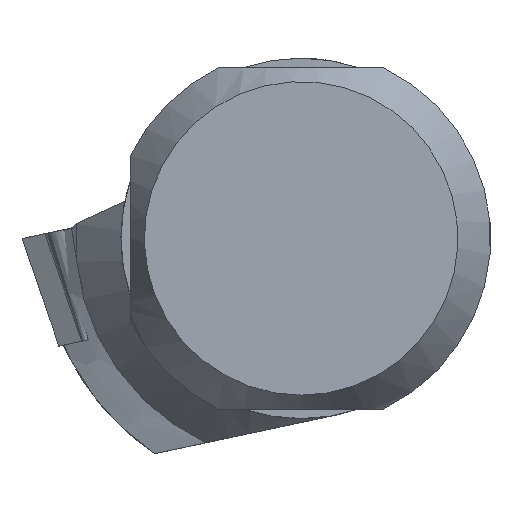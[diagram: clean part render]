
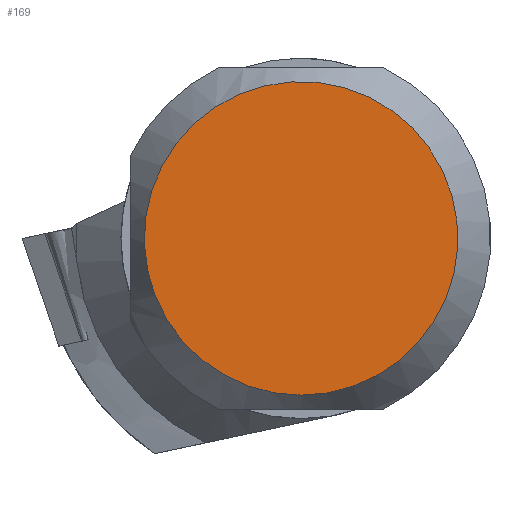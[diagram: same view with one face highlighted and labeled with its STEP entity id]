
A CAD part, front view. The second image highlights one B-rep face of the part: STEP entity #169.
In plain terms, the highlighted planar face has unit normal (0, -1, 0).
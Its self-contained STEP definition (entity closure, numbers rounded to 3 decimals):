
#133=CIRCLE('',#722,3.307);
#169=ADVANCED_FACE('',(#215),#187,.T.);
#187=PLANE('',#737);
#215=FACE_OUTER_BOUND('',#264,.T.);
#264=EDGE_LOOP('',(#405));
#405=ORIENTED_EDGE('',*,*,#574,.T.);
#500=VERTEX_POINT('',#1082);
#574=EDGE_CURVE('',#500,#500,#133,.T.);
#722=AXIS2_PLACEMENT_3D('',#1081,#873,#874);
#737=AXIS2_PLACEMENT_3D('',#1209,#906,#907);
#873=DIRECTION('',(0.,-1.,0.));
#874=DIRECTION('',(0.,0.,-1.));
#906=DIRECTION('',(0.,-1.,0.));
#907=DIRECTION('',(0.,0.,-1.));
#1081=CARTESIAN_POINT('',(5.916,-80.968,0.01));
#1082=CARTESIAN_POINT('',(5.916,-80.968,-3.297));
#1209=CARTESIAN_POINT('',(9.916,-80.968,0.01));
